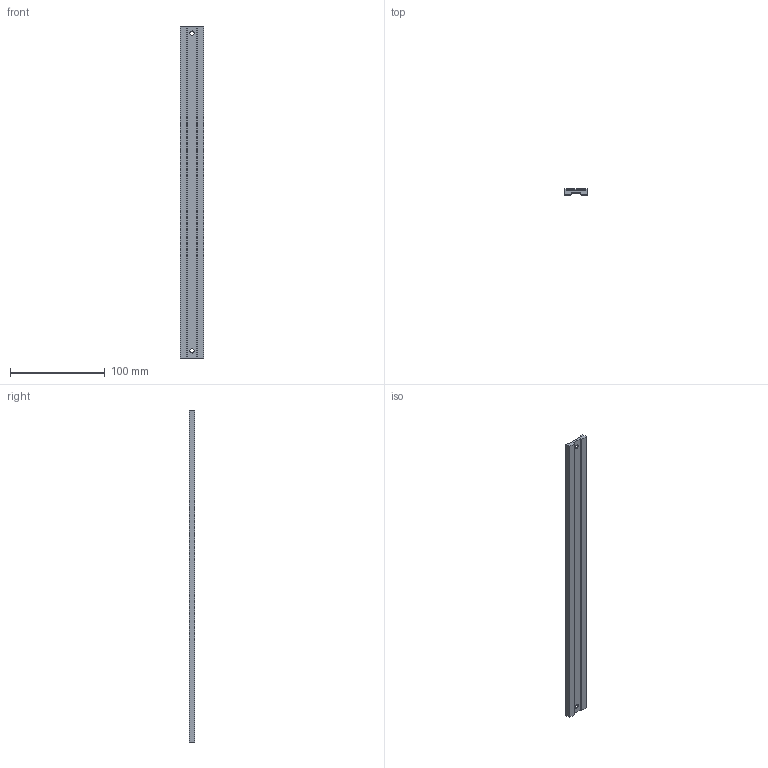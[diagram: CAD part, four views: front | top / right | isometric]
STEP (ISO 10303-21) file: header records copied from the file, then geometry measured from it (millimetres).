
FILE_DESCRIPTION (( 'STEP AP214' ), '1' );
FILE_NAME ('FMAB_Führungsschiene_ML200.STEP', '2014-12-20T12:05:23', ( ' ' ), ( ' ' ), 'SwSTEP 2.0', 'SolidWorks 2009', '' );
FILE_SCHEMA (( 'AUTOMOTIVE_DESIGN' ));
Length unit declared in the file: millimetre
Products named in the file (1): FMAB_Führungsschiene_ML200
Bounding box: 25 x 6 x 350 mm (x, y, z)
Volume: 43712.4 mm3; surface area: 61094.9 mm2
Topology: 4 solids, 4 shells, 51 faces, 122 edges, 80 vertices
Faces by surface type: plane 41, cylinder 6, cone 4
Entity records: 1661 total; most frequent: CARTESIAN_POINT 254, ORIENTED_EDGE 244, DIRECTION 242, EDGE_CURVE 122, VECTOR 106, LINE 106, VERTEX_POINT 80, AXIS2_PLACEMENT_3D 68
